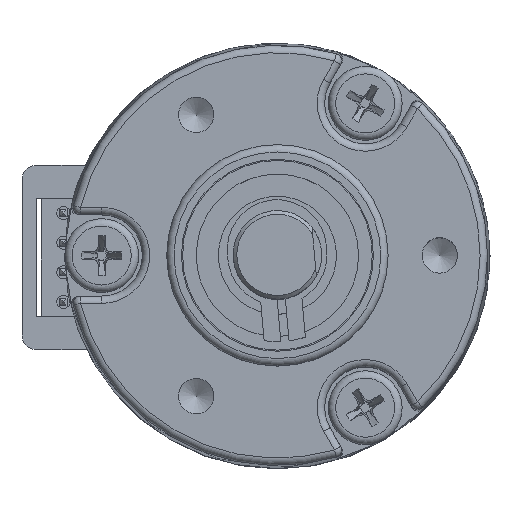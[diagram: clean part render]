
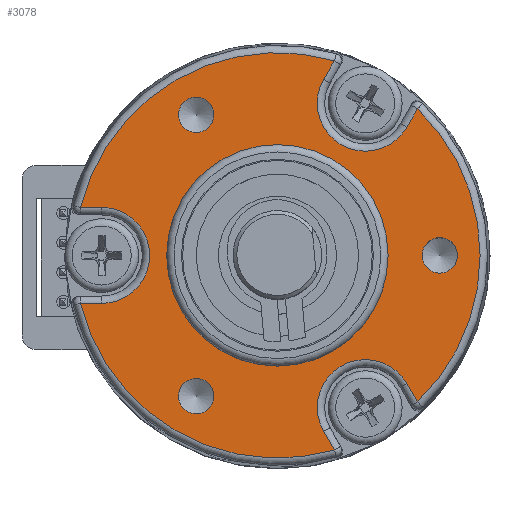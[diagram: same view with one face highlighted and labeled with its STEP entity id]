
A CAD part, top view. The second image highlights one B-rep face of the part: STEP entity #3078.
In plain terms, the highlighted planar face has unit normal (0, 0, 1).
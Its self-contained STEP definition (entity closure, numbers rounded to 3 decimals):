
#813=FACE_BOUND('',#7129,.T.);
#814=FACE_BOUND('',#7130,.T.);
#815=FACE_BOUND('',#7131,.T.);
#816=FACE_BOUND('',#7132,.T.);
#817=FACE_BOUND('',#7133,.T.);
#1509=CIRCLE('',#29197,1.2);
#1510=CIRCLE('',#29198,1.2);
#1511=CIRCLE('',#29199,1.2);
#1512=CIRCLE('',#29200,13.731);
#1513=CIRCLE('',#29201,3.25);
#1514=CIRCLE('',#29202,13.731);
#1515=CIRCLE('',#29203,3.25);
#1516=CIRCLE('',#29204,13.731);
#1517=CIRCLE('',#29205,3.25);
#1518=CIRCLE('',#29206,7.5);
#3078=ADVANCED_FACE('',(#813,#814,#815,#816,#817),#4354,.T.);
#4354=PLANE('',#29207);
#7129=EDGE_LOOP('',(#12094));
#7130=EDGE_LOOP('',(#12095));
#7131=EDGE_LOOP('',(#12096));
#7132=EDGE_LOOP('',(#12097,#12098,#12099,#12100,#12101,#12102,#12103,#12104,
#12105,#12106,#12107,#12108));
#7133=EDGE_LOOP('',(#12109));
#12094=ORIENTED_EDGE('',*,*,#20312,.T.);
#12095=ORIENTED_EDGE('',*,*,#20313,.T.);
#12096=ORIENTED_EDGE('',*,*,#20314,.T.);
#12097=ORIENTED_EDGE('',*,*,#20315,.T.);
#12098=ORIENTED_EDGE('',*,*,#20316,.T.);
#12099=ORIENTED_EDGE('',*,*,#20317,.T.);
#12100=ORIENTED_EDGE('',*,*,#20318,.T.);
#12101=ORIENTED_EDGE('',*,*,#20319,.T.);
#12102=ORIENTED_EDGE('',*,*,#20320,.T.);
#12103=ORIENTED_EDGE('',*,*,#20321,.T.);
#12104=ORIENTED_EDGE('',*,*,#20322,.T.);
#12105=ORIENTED_EDGE('',*,*,#20323,.T.);
#12106=ORIENTED_EDGE('',*,*,#20324,.T.);
#12107=ORIENTED_EDGE('',*,*,#20325,.T.);
#12108=ORIENTED_EDGE('',*,*,#20326,.T.);
#12109=ORIENTED_EDGE('',*,*,#20327,.F.);
#17048=VERTEX_POINT('',#42797);
#17049=VERTEX_POINT('',#42799);
#17050=VERTEX_POINT('',#42801);
#17051=VERTEX_POINT('',#42803);
#17052=VERTEX_POINT('',#42804);
#17053=VERTEX_POINT('',#42806);
#17054=VERTEX_POINT('',#42808);
#17055=VERTEX_POINT('',#42810);
#17056=VERTEX_POINT('',#42812);
#17057=VERTEX_POINT('',#42814);
#17058=VERTEX_POINT('',#42816);
#17059=VERTEX_POINT('',#42818);
#17060=VERTEX_POINT('',#42820);
#17061=VERTEX_POINT('',#42822);
#17062=VERTEX_POINT('',#42824);
#17063=VERTEX_POINT('',#42827);
#20312=EDGE_CURVE('',#17048,#17048,#1509,.T.);
#20313=EDGE_CURVE('',#17049,#17049,#1510,.T.);
#20314=EDGE_CURVE('',#17050,#17050,#1511,.T.);
#20315=EDGE_CURVE('',#17051,#17052,#1512,.T.);
#20316=EDGE_CURVE('',#17052,#17053,#23622,.T.);
#20317=EDGE_CURVE('',#17053,#17054,#1513,.T.);
#20318=EDGE_CURVE('',#17054,#17055,#23623,.T.);
#20319=EDGE_CURVE('',#17055,#17056,#1514,.T.);
#20320=EDGE_CURVE('',#17056,#17057,#23624,.T.);
#20321=EDGE_CURVE('',#17057,#17058,#1515,.T.);
#20322=EDGE_CURVE('',#17058,#17059,#23625,.T.);
#20323=EDGE_CURVE('',#17059,#17060,#1516,.T.);
#20324=EDGE_CURVE('',#17060,#17061,#23626,.T.);
#20325=EDGE_CURVE('',#17061,#17062,#1517,.T.);
#20326=EDGE_CURVE('',#17062,#17051,#23627,.T.);
#20327=EDGE_CURVE('',#17063,#17063,#1518,.T.);
#23622=LINE('',#42805,#26617);
#23623=LINE('',#42809,#26618);
#23624=LINE('',#42813,#26619);
#23625=LINE('',#42817,#26620);
#23626=LINE('',#42821,#26621);
#23627=LINE('',#42825,#26622);
#26617=VECTOR('',#33979,1.);
#26618=VECTOR('',#33982,1.);
#26619=VECTOR('',#33985,1.);
#26620=VECTOR('',#33988,1.);
#26621=VECTOR('',#33991,1.);
#26622=VECTOR('',#33994,1.);
#29197=AXIS2_PLACEMENT_3D('',#42796,#33971,#33972);
#29198=AXIS2_PLACEMENT_3D('',#42798,#33973,#33974);
#29199=AXIS2_PLACEMENT_3D('',#42800,#33975,#33976);
#29200=AXIS2_PLACEMENT_3D('',#42802,#33977,#33978);
#29201=AXIS2_PLACEMENT_3D('',#42807,#33980,#33981);
#29202=AXIS2_PLACEMENT_3D('',#42811,#33983,#33984);
#29203=AXIS2_PLACEMENT_3D('',#42815,#33986,#33987);
#29204=AXIS2_PLACEMENT_3D('',#42819,#33989,#33990);
#29205=AXIS2_PLACEMENT_3D('',#42823,#33992,#33993);
#29206=AXIS2_PLACEMENT_3D('',#42826,#33995,#33996);
#29207=AXIS2_PLACEMENT_3D('',#42828,#33997,#33998);
#33971=DIRECTION('',(0.,0.,-1.));
#33972=DIRECTION('',(0.5,-0.866,0.));
#33973=DIRECTION('',(0.,0.,-1.));
#33974=DIRECTION('',(-1.,0.,0.));
#33975=DIRECTION('',(0.,0.,-1.));
#33976=DIRECTION('',(0.5,0.866,0.));
#33977=DIRECTION('',(0.,0.,1.));
#33978=DIRECTION('',(-0.5,-0.866,0.));
#33979=DIRECTION('',(-0.5,0.866,0.));
#33980=DIRECTION('',(0.,0.,-1.));
#33981=DIRECTION('',(-0.5,-0.866,0.));
#33982=DIRECTION('',(0.5,-0.866,0.));
#33983=DIRECTION('',(0.,0.,1.));
#33984=DIRECTION('',(-0.5,-0.866,0.));
#33985=DIRECTION('',(-0.5,-0.866,0.));
#33986=DIRECTION('',(0.,0.,-1.));
#33987=DIRECTION('',(-0.5,-0.866,0.));
#33988=DIRECTION('',(0.5,0.866,0.));
#33989=DIRECTION('',(0.,0.,1.));
#33990=DIRECTION('',(-0.5,-0.866,0.));
#33991=DIRECTION('',(1.,0.,0.));
#33992=DIRECTION('',(0.,0.,-1.));
#33993=DIRECTION('',(-0.5,-0.866,0.));
#33994=DIRECTION('',(-1.,0.,0.));
#33995=DIRECTION('',(0.,0.,1.));
#33996=DIRECTION('',(-0.5,-0.866,0.));
#33997=DIRECTION('',(0.,0.,1.));
#33998=DIRECTION('',(-0.5,-0.866,0.));
#42796=CARTESIAN_POINT('',(-5.5,9.526,20.5));
#42797=CARTESIAN_POINT('',(-4.9,8.487,20.5));
#42798=CARTESIAN_POINT('',(11.,0.,20.5));
#42799=CARTESIAN_POINT('',(9.8,0.,20.5));
#42800=CARTESIAN_POINT('',(-5.5,-9.526,20.5));
#42801=CARTESIAN_POINT('',(-4.9,-8.487,20.5));
#42802=CARTESIAN_POINT('',(0.,0.,20.5));
#42803=CARTESIAN_POINT('',(-13.34,-3.25,20.5));
#42804=CARTESIAN_POINT('',(3.856,-13.178,20.5));
#42805=CARTESIAN_POINT('',(3.135,-11.931,20.5));
#42806=CARTESIAN_POINT('',(3.135,-11.931,20.5));
#42807=CARTESIAN_POINT('',(5.95,-10.306,20.5));
#42808=CARTESIAN_POINT('',(8.765,-8.681,20.5));
#42809=CARTESIAN_POINT('',(2.815,1.625,20.5));
#42810=CARTESIAN_POINT('',(9.485,-9.928,20.5));
#42811=CARTESIAN_POINT('',(0.,0.,20.5));
#42812=CARTESIAN_POINT('',(9.485,9.928,20.5));
#42813=CARTESIAN_POINT('',(8.765,8.681,20.5));
#42814=CARTESIAN_POINT('',(8.765,8.681,20.5));
#42815=CARTESIAN_POINT('',(5.95,10.306,20.5));
#42816=CARTESIAN_POINT('',(3.135,11.931,20.5));
#42817=CARTESIAN_POINT('',(-2.815,1.625,20.5));
#42818=CARTESIAN_POINT('',(3.856,13.178,20.5));
#42819=CARTESIAN_POINT('',(0.,0.,20.5));
#42820=CARTESIAN_POINT('',(-13.34,3.25,20.5));
#42821=CARTESIAN_POINT('',(-11.9,3.25,20.5));
#42822=CARTESIAN_POINT('',(-11.9,3.25,20.5));
#42823=CARTESIAN_POINT('',(-11.9,0.,20.5));
#42824=CARTESIAN_POINT('',(-11.9,-3.25,20.5));
#42825=CARTESIAN_POINT('',(0.,-3.25,20.5));
#42826=CARTESIAN_POINT('',(0.,0.,
20.5));
#42827=CARTESIAN_POINT('',(-3.75,-6.495,20.5));
#42828=CARTESIAN_POINT('',(0.,0.,20.5));
